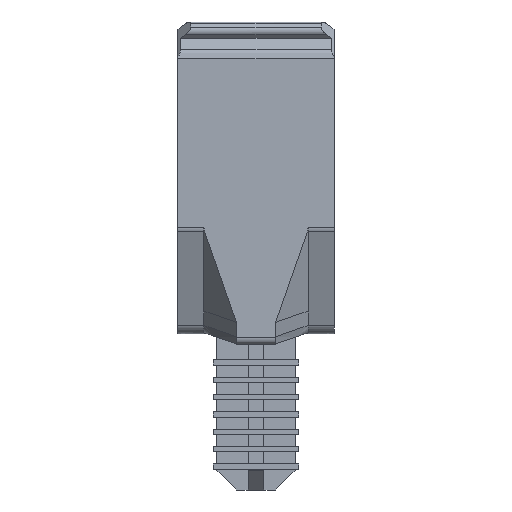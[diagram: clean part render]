
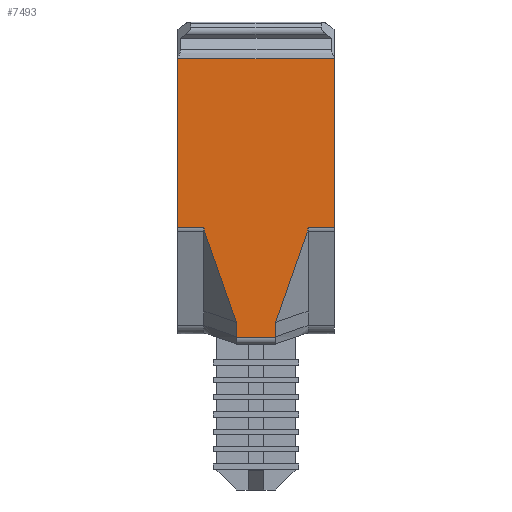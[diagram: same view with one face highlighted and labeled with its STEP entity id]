
A CAD part, left-side view. The second image highlights one B-rep face of the part: STEP entity #7493.
In plain terms, the highlighted free-form (B-spline) face has degree [1, 1] with [2, 2] control points.
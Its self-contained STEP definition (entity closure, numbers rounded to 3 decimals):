
#218 = VERTEX_POINT('',#219);
#219 = CARTESIAN_POINT('',(-8.782,4.924,
    -3.708));
#225 = EDGE_CURVE('',#226,#218,#228,.T.);
#226 = VERTEX_POINT('',#227);
#227 = CARTESIAN_POINT('',(-8.782,4.924,6.911
    ));
#228 = B_SPLINE_CURVE_WITH_KNOTS('',1,(#229,#230),.UNSPECIFIED.,.F.,.F.,
  (2,2),(-13.121,-0.181),.PIECEWISE_BEZIER_KNOTS.);
#229 = CARTESIAN_POINT('',(-8.782,4.924,6.911
    ));
#230 = CARTESIAN_POINT('',(-8.782,4.924,
    -3.708));
#705 = VERTEX_POINT('',#706);
#706 = CARTESIAN_POINT('',(-8.782,-4.924,
    6.911));
#712 = EDGE_CURVE('',#713,#705,#715,.T.);
#713 = VERTEX_POINT('',#714);
#714 = CARTESIAN_POINT('',(-8.782,-4.924,
    -3.708));
#715 = B_SPLINE_CURVE_WITH_KNOTS('',1,(#716,#717),.UNSPECIFIED.,.F.,.F.,
  (2,2),(0.181,13.121),.PIECEWISE_BEZIER_KNOTS.);
#716 = CARTESIAN_POINT('',(-8.782,-4.924,
    -3.708));
#717 = CARTESIAN_POINT('',(-8.782,-4.924,
    6.911));
#7094 = VERTEX_POINT('',#7095);
#7095 = CARTESIAN_POINT('',(-8.782,1.231,
    -9.701));
#7171 = VERTEX_POINT('',#7172);
#7172 = CARTESIAN_POINT('',(-8.782,3.227,
    -4.016));
#7177 = EDGE_CURVE('',#7171,#7094,#7178,.T.);
#7178 = B_SPLINE_CURVE_WITH_KNOTS('',3,(#7179,#7180,#7181,#7182,#7183,
    #7184,#7185,#7186),.UNSPECIFIED.,.F.,.F.,(4,2,2,4),(
    0.021,0.201,0.403,0.755),
  .UNSPECIFIED.);
#7179 = CARTESIAN_POINT('',(-8.782,3.227,
    -4.016));
#7180 = CARTESIAN_POINT('',(-8.782,3.063,
    -4.483));
#7181 = CARTESIAN_POINT('',(-8.782,2.899,
    -4.95));
#7182 = CARTESIAN_POINT('',(-8.782,2.553,-5.937
    ));
#7183 = CARTESIAN_POINT('',(-8.782,2.37,
    -6.457));
#7184 = CARTESIAN_POINT('',(-8.782,1.869,
    -7.885));
#7185 = CARTESIAN_POINT('',(-8.782,1.55,
    -8.793));
#7186 = CARTESIAN_POINT('',(-8.782,1.231,
    -9.701));
#7208 = EDGE_CURVE('',#7209,#7171,#7211,.T.);
#7209 = VERTEX_POINT('',#7210);
#7210 = CARTESIAN_POINT('',(-8.782,3.283,
    -3.708));
#7211 = ( BOUNDED_CURVE() B_SPLINE_CURVE(2,(#7212,#7213,#7214),
.UNSPECIFIED.,.F.,.F.) B_SPLINE_CURVE_WITH_KNOTS((3,3),(1.129,
1.36),.PIECEWISE_BEZIER_KNOTS.) CURVE() 
GEOMETRIC_REPRESENTATION_ITEM() RATIONAL_B_SPLINE_CURVE((4.75,4.75,
4.594)) REPRESENTATION_ITEM('') );
#7212 = CARTESIAN_POINT('',(-8.782,3.283,
    -3.708));
#7213 = CARTESIAN_POINT('',(-8.782,3.283,
    -3.857));
#7214 = CARTESIAN_POINT('',(-8.782,3.227,
    -4.016));
#7234 = EDGE_CURVE('',#218,#7209,#7235,.T.);
#7235 = B_SPLINE_CURVE_WITH_KNOTS('',1,(#7236,#7237),.UNSPECIFIED.,.F.,
  .F.,(2,2),(-6.,-4.),.PIECEWISE_BEZIER_KNOTS.);
#7236 = CARTESIAN_POINT('',(-8.782,4.924,
    -3.708));
#7237 = CARTESIAN_POINT('',(-8.782,3.283,
    -3.708));
#7314 = VERTEX_POINT('',#7315);
#7315 = CARTESIAN_POINT('',(-8.782,-1.231,
    -9.701));
#7342 = VERTEX_POINT('',#7343);
#7343 = CARTESIAN_POINT('',(-8.782,-3.227,
    -4.016));
#7358 = EDGE_CURVE('',#7314,#7342,#7359,.T.);
#7359 = B_SPLINE_CURVE_WITH_KNOTS('',3,(#7360,#7361,#7362,#7363,#7364,
    #7365,#7366,#7367),.UNSPECIFIED.,.F.,.F.,(4,2,2,4),(0.,
    0.201,0.403,0.734),.UNSPECIFIED.);
#7360 = CARTESIAN_POINT('',(-8.782,-1.231,
    -9.701));
#7361 = CARTESIAN_POINT('',(-8.782,-1.414,
    -9.181));
#7362 = CARTESIAN_POINT('',(-8.782,-1.596,
    -8.661));
#7363 = CARTESIAN_POINT('',(-8.782,-1.961,
    -7.621));
#7364 = CARTESIAN_POINT('',(-8.782,-2.144,
    -7.101));
#7365 = CARTESIAN_POINT('',(-8.782,-2.627,
    -5.726));
#7366 = CARTESIAN_POINT('',(-8.782,-2.927,
    -4.871));
#7367 = CARTESIAN_POINT('',(-8.782,-3.227,
    -4.016));
#7389 = EDGE_CURVE('',#7342,#7390,#7392,.T.);
#7390 = VERTEX_POINT('',#7391);
#7391 = CARTESIAN_POINT('',(-8.782,-3.283,
    -3.708));
#7392 = ( BOUNDED_CURVE() B_SPLINE_CURVE(2,(#7393,#7394,#7395),
.UNSPECIFIED.,.F.,.F.) B_SPLINE_CURVE_WITH_KNOTS((3,3),(1.189,
1.483),.PIECEWISE_BEZIER_KNOTS.) CURVE() 
GEOMETRIC_REPRESENTATION_ITEM() RATIONAL_B_SPLINE_CURVE((5.803,
6.,6.)) REPRESENTATION_ITEM('') );
#7393 = CARTESIAN_POINT('',(-8.782,-3.227,
    -4.016));
#7394 = CARTESIAN_POINT('',(-8.782,-3.283,
    -3.857));
#7395 = CARTESIAN_POINT('',(-8.782,-3.283,
    -3.708));
#7421 = EDGE_CURVE('',#7390,#713,#7422,.T.);
#7422 = B_SPLINE_CURVE_WITH_KNOTS('',1,(#7423,#7424),.UNSPECIFIED.,.F.,
  .F.,(2,2),(4.,6.),.PIECEWISE_BEZIER_KNOTS.);
#7423 = CARTESIAN_POINT('',(-8.782,-3.283,
    -3.708));
#7424 = CARTESIAN_POINT('',(-8.782,-4.924,
    -3.708));
#7437 = EDGE_CURVE('',#7438,#7314,#7440,.T.);
#7438 = VERTEX_POINT('',#7439);
#7439 = CARTESIAN_POINT('',(-8.782,-1.231,
    -10.674));
#7440 = B_SPLINE_CURVE_WITH_KNOTS('',1,(#7441,#7442),.UNSPECIFIED.,.F.,
  .F.,(2,2),(-8.306,-7.12),.PIECEWISE_BEZIER_KNOTS.);
#7441 = CARTESIAN_POINT('',(-8.782,-1.231,
    -10.674));
#7442 = CARTESIAN_POINT('',(-8.782,-1.231,
    -9.701));
#7469 = VERTEX_POINT('',#7470);
#7470 = CARTESIAN_POINT('',(-8.782,1.231,
    -10.674));
#7482 = EDGE_CURVE('',#7469,#7438,#7483,.T.);
#7483 = B_SPLINE_CURVE_WITH_KNOTS('',1,(#7484,#7485),.UNSPECIFIED.,.F.,
  .F.,(2,2),(-1.5,1.5),.PIECEWISE_BEZIER_KNOTS.);
#7484 = CARTESIAN_POINT('',(-8.782,1.231,
    -10.674));
#7485 = CARTESIAN_POINT('',(-8.782,-1.231,
    -10.674));
#7493 = ADVANCED_FACE('',(#7494),#7516,.F.);
#7494 = FACE_BOUND('',#7495,.T.);
#7495 = EDGE_LOOP('',(#7496,#7497,#7498,#7499,#7500,#7501,#7502,#7507,
    #7508,#7509,#7510,#7511));
#7496 = ORIENTED_EDGE('',*,*,#7482,.T.);
#7497 = ORIENTED_EDGE('',*,*,#7437,.T.);
#7498 = ORIENTED_EDGE('',*,*,#7358,.T.);
#7499 = ORIENTED_EDGE('',*,*,#7389,.T.);
#7500 = ORIENTED_EDGE('',*,*,#7421,.T.);
#7501 = ORIENTED_EDGE('',*,*,#712,.T.);
#7502 = ORIENTED_EDGE('',*,*,#7503,.T.);
#7503 = EDGE_CURVE('',#705,#226,#7504,.T.);
#7504 = B_SPLINE_CURVE_WITH_KNOTS('',1,(#7505,#7506),.UNSPECIFIED.,.F.,
  .F.,(2,2),(-6.,6.),.PIECEWISE_BEZIER_KNOTS.);
#7505 = CARTESIAN_POINT('',(-8.782,-4.924,
    6.911));
#7506 = CARTESIAN_POINT('',(-8.782,4.924,
    6.911));
#7507 = ORIENTED_EDGE('',*,*,#225,.T.);
#7508 = ORIENTED_EDGE('',*,*,#7234,.T.);
#7509 = ORIENTED_EDGE('',*,*,#7208,.T.);
#7510 = ORIENTED_EDGE('',*,*,#7177,.T.);
#7511 = ORIENTED_EDGE('',*,*,#7512,.T.);
#7512 = EDGE_CURVE('',#7094,#7469,#7513,.T.);
#7513 = B_SPLINE_CURVE_WITH_KNOTS('',1,(#7514,#7515),.UNSPECIFIED.,.F.,
  .F.,(2,2),(7.12,8.306),.PIECEWISE_BEZIER_KNOTS.);
#7514 = CARTESIAN_POINT('',(-8.782,1.231,
    -9.701));
#7515 = CARTESIAN_POINT('',(-8.782,1.231,
    -10.674));
#7516 = B_SPLINE_SURFACE_WITH_KNOTS('',1,1,(
    (#7517,#7518)
    ,(#7519,#7520
    )),.UNSPECIFIED.,.F.,.F.,.F.,(2,2),(2,2),(0.414,
    21.841),(-6.,6.),.PIECEWISE_BEZIER_KNOTS.);
#7517 = CARTESIAN_POINT('',(-8.782,-4.924,
    6.911));
#7518 = CARTESIAN_POINT('',(-8.782,4.924,
    6.911));
#7519 = CARTESIAN_POINT('',(-8.782,-4.924,
    -10.674));
#7520 = CARTESIAN_POINT('',(-8.782,4.924,
    -10.674));
